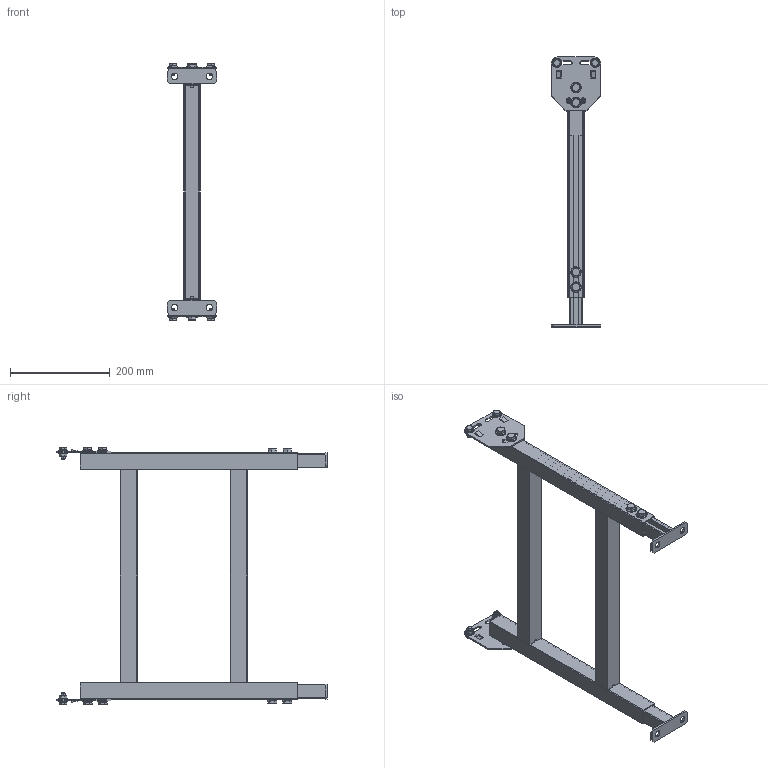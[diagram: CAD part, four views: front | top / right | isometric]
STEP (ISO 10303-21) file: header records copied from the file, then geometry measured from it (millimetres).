
FILE_DESCRIPTION (( 'STEP AP214' ), '1' );
FILE_NAME ('S109492_SBL-550-850-P-500_(A-02).step', '2020-03-10T10:29:31', ( '' ), ( '' ), 'SwSTEP 2.0', 'SolidWorks 2018', '' );
FILE_SCHEMA (( 'AUTOMOTIVE_DESIGN' ));
Length unit declared in the file: millimetre
Products named in the file (13): S109492_SBL-550-850-P-500_(A-02); Sperrzahnschraube M08x16 8.8 Verzinkt(A2K); Sperrzahnschraube M10x20 8.8 Verzinkt; S109506_Klemmplatte-SBL; S109496_SBL-550-850-Fuß_Breite ab 400; S100111_Vierkantrohr-34x34x2_L435 re; S100112_Fußplatte; S100111_Vierkantrohr-34x34x2_L426-Quer; S100111_Vierkantrohr-34x34x2_L435 li; S109493_SBL-550-850-Grundkörper-500; S100110_Befestigungsplatte_F〉-St》ze-Leicht; S111132_C-Profil-28-28-2_L380; DIN6923-M8_Hexagon Flange Nut DIN 6923 - M8 - C
Assembly tree (31 placements, depth 3):
  S109492_SBL-550-850-P-500_(A-02)
    S109493_SBL-550-850-Grundkörper-500
      S100111_Vierkantrohr-34x34x2_L435 li
      S100111_Vierkantrohr-34x34x2_L435 re
      S100111_Vierkantrohr-34x34x2_L426-Quer  x2
    S109496_SBL-550-850-Fuß_Breite ab 400  x2
      S111132_C-Profil-28-28-2_L380
      S100112_Fußplatte
    S100110_Befestigungsplatte_F〉-St》ze-Leicht  x2
    S109506_Klemmplatte-SBL  x4
    Sperrzahnschraube M10x20 8.8 Verzinkt  x8
    Sperrzahnschraube M08x16 8.8 Verzinkt(A2K)  x4
    DIN6923-M8_Hexagon Flange Nut DIN 6923 - M8 - C  x4
Bounding box: 100 x 542 x 517 mm (x, y, z)
Volume: 722802 mm3; surface area: 669034 mm2
Topology: 34 solids, 34 shells, 842 faces, 1990 edges, 1228 vertices
Faces by surface type: plane 360, cone 216, cylinder 186, bspline 56, torus 24
Entity records: 10409 total; most frequent: CARTESIAN_POINT 2309, DIRECTION 1474, ORIENTED_EDGE 1434, EDGE_CURVE 717, AXIS2_PLACEMENT_3D 556, VERTEX_POINT 455, LINE 362, VECTOR 362
